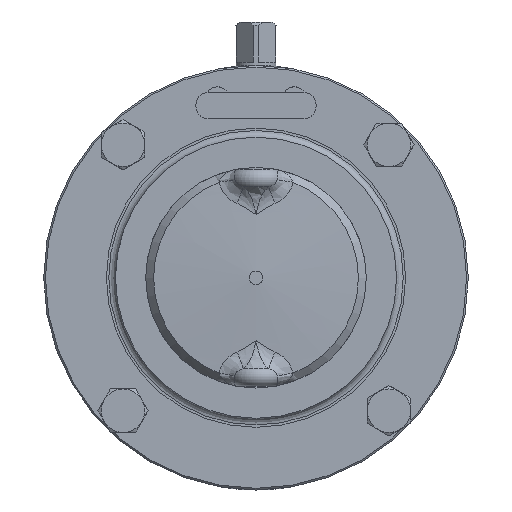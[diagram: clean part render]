
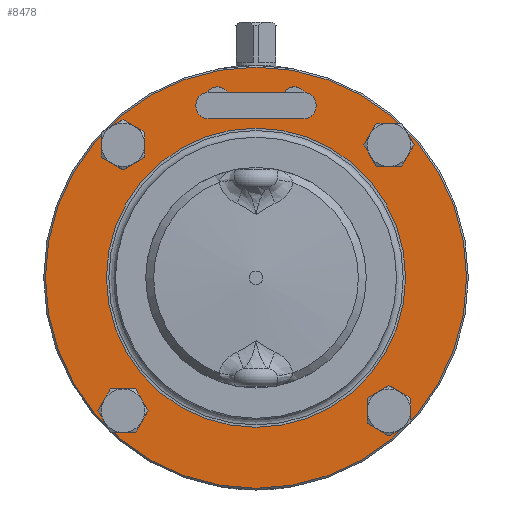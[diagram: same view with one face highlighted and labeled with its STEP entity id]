
A CAD part, left-side view. The second image highlights one B-rep face of the part: STEP entity #8478.
In plain terms, the highlighted planar face has unit normal (-1, 0, 0).
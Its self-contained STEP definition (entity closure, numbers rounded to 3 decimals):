
#369=CARTESIAN_POINT('',(-10.,11.5,49.9));
#370=VERTEX_POINT('',#369);
#371=CARTESIAN_POINT('',(-10.0,11.5,53.5));
#372=DIRECTION('',(1.0,0.0,0.0));
#373=DIRECTION('',(0.0,0.0,-1.0));
#374=AXIS2_PLACEMENT_3D('',#371,#372,#373);
#375=CIRCLE('',#374,3.6);
#376=EDGE_CURVE('',#370,#370,#375,.T.);
#406=CARTESIAN_POINT('',(-10.,-11.5,49.9));
#407=VERTEX_POINT('',#406);
#408=CARTESIAN_POINT('',(-10.0,-11.5,53.5));
#409=DIRECTION('',(1.0,0.0,0.0));
#410=DIRECTION('',(0.0,0.0,-1.0));
#411=AXIS2_PLACEMENT_3D('',#408,#409,#410);
#412=CIRCLE('',#411,3.6);
#413=EDGE_CURVE('',#407,#407,#412,.T.);
#1483=CARTESIAN_POINT('',(-10.,39.775,34.075));
#1484=VERTEX_POINT('',#1483);
#1485=CARTESIAN_POINT('',(-10.,39.775,39.775));
#1486=DIRECTION('',(1.0,0.0,0.0));
#1487=DIRECTION('',(0.0,0.0,-1.0));
#1488=AXIS2_PLACEMENT_3D('',#1485,#1486,#1487);
#1489=CIRCLE('',#1488,5.7);
#1490=EDGE_CURVE('',#1484,#1484,#1489,.T.);
#2361=CARTESIAN_POINT('',(-10.,34.075,-39.775));
#2362=VERTEX_POINT('',#2361);
#2363=CARTESIAN_POINT('',(-10.,39.775,-39.775));
#2364=DIRECTION('',(1.0,0.0,0.0));
#2365=DIRECTION('',(0.0,-1.0,0.0));
#2366=AXIS2_PLACEMENT_3D('',#2363,#2364,#2365);
#2367=CIRCLE('',#2366,5.7);
#2368=EDGE_CURVE('',#2362,#2362,#2367,.T.);
#3239=CARTESIAN_POINT('',(-10.,-39.775,-34.075));
#3240=VERTEX_POINT('',#3239);
#3241=CARTESIAN_POINT('',(-10.,-39.775,-39.775));
#3242=DIRECTION('',(1.0,0.0,0.0));
#3243=DIRECTION('',(0.0,0.0,1.0));
#3244=AXIS2_PLACEMENT_3D('',#3241,#3242,#3243);
#3245=CIRCLE('',#3244,5.7);
#3246=EDGE_CURVE('',#3240,#3240,#3245,.T.);
#4117=CARTESIAN_POINT('',(-10.,-34.075,39.775));
#4118=VERTEX_POINT('',#4117);
#4119=CARTESIAN_POINT('',(-10.,-39.775,39.775));
#4120=DIRECTION('',(1.0,0.0,0.0));
#4121=DIRECTION('',(0.0,1.0,0.0));
#4122=AXIS2_PLACEMENT_3D('',#4119,#4120,#4121);
#4123=CIRCLE('',#4122,5.7);
#4124=EDGE_CURVE('',#4118,#4118,#4123,.T.);
#8429=CARTESIAN_POINT('',(-10.,-63.,0.));
#8430=VERTEX_POINT('',#8429);
#8431=CARTESIAN_POINT('',(-10.,0.0,0.0));
#8432=DIRECTION('',(1.0,0.0,0.0));
#8433=DIRECTION('',(0.0,1.0,0.0));
#8434=AXIS2_PLACEMENT_3D('',#8431,#8432,#8433);
#8435=CIRCLE('',#8434,63.);
#8436=EDGE_CURVE('',#8430,#8430,#8435,.T.);
#8441=CARTESIAN_POINT('',(-10.,-54.125,0.0));
#8442=DIRECTION('',(-1.0,0.0,0.0));
#8443=DIRECTION('',(0.0,0.0,-1.0));
#8444=AXIS2_PLACEMENT_3D('',#8441,#8442,#8443);
#8445=PLANE('',#8444);
#8446=ORIENTED_EDGE('',*,*,#8436,.F.);
#8447=EDGE_LOOP('',(#8446));
#8448=FACE_OUTER_BOUND('',#8447,.T.);
#8449=ORIENTED_EDGE('',*,*,#1490,.T.);
#8450=EDGE_LOOP('',(#8449));
#8451=FACE_BOUND('',#8450,.T.);
#8452=ORIENTED_EDGE('',*,*,#2368,.T.);
#8453=EDGE_LOOP('',(#8452));
#8454=FACE_BOUND('',#8453,.T.);
#8455=ORIENTED_EDGE('',*,*,#3246,.T.);
#8456=EDGE_LOOP('',(#8455));
#8457=FACE_BOUND('',#8456,.T.);
#8458=ORIENTED_EDGE('',*,*,#4124,.T.);
#8459=EDGE_LOOP('',(#8458));
#8460=FACE_BOUND('',#8459,.T.);
#8461=CARTESIAN_POINT('',(-10.,-44.75,0.0));
#8462=VERTEX_POINT('',#8461);
#8463=CARTESIAN_POINT('',(-10.,0.0,0.0));
#8464=DIRECTION('',(-1.0,0.0,0.0));
#8465=DIRECTION('',(0.0,-1.0,0.0));
#8466=AXIS2_PLACEMENT_3D('',#8463,#8464,#8465);
#8467=CIRCLE('',#8466,44.75);
#8468=EDGE_CURVE('',#8462,#8462,#8467,.T.);
#8469=ORIENTED_EDGE('',*,*,#8468,.F.);
#8470=EDGE_LOOP('',(#8469));
#8471=FACE_BOUND('',#8470,.T.);
#8472=ORIENTED_EDGE('',*,*,#413,.T.);
#8473=EDGE_LOOP('',(#8472));
#8474=FACE_BOUND('',#8473,.T.);
#8475=ORIENTED_EDGE('',*,*,#376,.T.);
#8476=EDGE_LOOP('',(#8475));
#8477=FACE_BOUND('',#8476,.T.);
#8478=ADVANCED_FACE('',(#8448,#8451,#8454,#8457,#8460,#8471,#8474,#8477),#8445,.T.);
